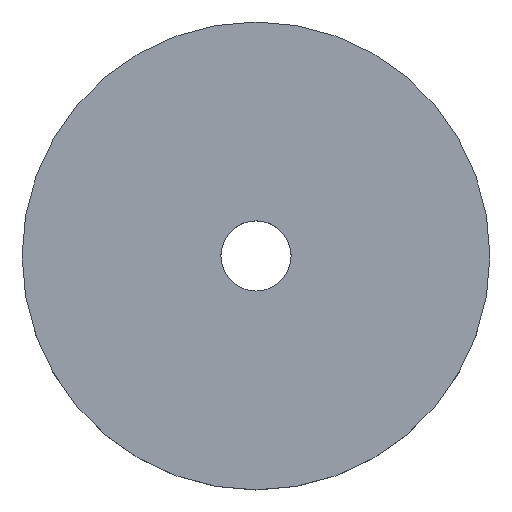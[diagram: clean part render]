
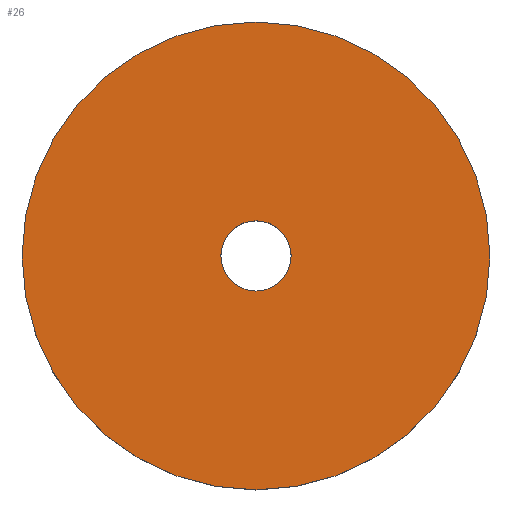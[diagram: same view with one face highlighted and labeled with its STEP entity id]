
A CAD part, top view. The second image highlights one B-rep face of the part: STEP entity #26.
In plain terms, the highlighted planar face has unit normal (0, 0, 1).
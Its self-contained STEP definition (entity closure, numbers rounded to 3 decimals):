
#11 = ORIENTED_EDGE ( 'NONE', *, *, #85, .T. ) ;
#20 = DIRECTION ( 'NONE',  ( 1., 0., 0. ) ) ;
#25 = DIRECTION ( 'NONE',  ( 1., 0., 0. ) ) ;
#26 = ADVANCED_FACE ( 'NONE', ( #54, #113 ), #146, .T. ) ;
#27 = CIRCLE ( 'NONE', #240, 50. ) ;
#37 = DIRECTION ( 'NONE',  ( 0., 0., 1. ) ) ;
#38 = AXIS2_PLACEMENT_3D ( 'NONE', #168, #37, #69 ) ;
#41 = CARTESIAN_POINT ( 'NONE',  ( -25., -10., 0. ) ) ;
#46 = ORIENTED_EDGE ( 'NONE', *, *, #204, .F. ) ;
#47 = AXIS2_PLACEMENT_3D ( 'NONE', #136, #202, #25 ) ;
#54 = FACE_BOUND ( 'NONE', #121, .T. ) ;
#57 = EDGE_CURVE ( 'NONE', #73, #170, #104, .T. ) ;
#60 = CARTESIAN_POINT ( 'NONE',  ( -75., -10., 0. ) ) ;
#69 = DIRECTION ( 'NONE',  ( 1., 0., 0. ) ) ;
#73 = VERTEX_POINT ( 'NONE', #198 ) ;
#78 = DIRECTION ( 'NONE',  ( 1., 0., 0. ) ) ;
#85 = EDGE_CURVE ( 'NONE', #170, #73, #27, .T. ) ;
#86 = CIRCLE ( 'NONE', #47, 7.5 ) ;
#104 = CIRCLE ( 'NONE', #176, 50. ) ;
#106 = ORIENTED_EDGE ( 'NONE', *, *, #141, .F. ) ;
#113 = FACE_OUTER_BOUND ( 'NONE', #127, .T. ) ;
#121 = EDGE_LOOP ( 'NONE', ( #106, #46 ) ) ;
#127 = EDGE_LOOP ( 'NONE', ( #238, #11 ) ) ;
#133 = AXIS2_PLACEMENT_3D ( 'NONE', #41, #178, #78 ) ;
#136 = CARTESIAN_POINT ( 'NONE',  ( -25., -10., 0. ) ) ;
#141 = EDGE_CURVE ( 'NONE', #144, #215, #86, .T. ) ;
#144 = VERTEX_POINT ( 'NONE', #223 ) ;
#146 = PLANE ( 'NONE',  #38 ) ;
#152 = CARTESIAN_POINT ( 'NONE',  ( -25., -10., 0. ) ) ;
#155 = CARTESIAN_POINT ( 'NONE',  ( -32.5, -10., 0. ) ) ;
#168 = CARTESIAN_POINT ( 'NONE',  ( -25., -10., 0. ) ) ;
#170 = VERTEX_POINT ( 'NONE', #60 ) ;
#176 = AXIS2_PLACEMENT_3D ( 'NONE', #241, #235, #243 ) ;
#178 = DIRECTION ( 'NONE',  ( 0., 0., 1. ) ) ;
#198 = CARTESIAN_POINT ( 'NONE',  ( 25., -10., 0. ) ) ;
#202 = DIRECTION ( 'NONE',  ( 0., 0., 1. ) ) ;
#204 = EDGE_CURVE ( 'NONE', #215, #144, #209, .T. ) ;
#209 = CIRCLE ( 'NONE', #133, 7.5 ) ;
#215 = VERTEX_POINT ( 'NONE', #155 ) ;
#223 = CARTESIAN_POINT ( 'NONE',  ( -17.5, -10., 0. ) ) ;
#233 = DIRECTION ( 'NONE',  ( 0., 0., 1. ) ) ;
#235 = DIRECTION ( 'NONE',  ( 0., 0., 1. ) ) ;
#238 = ORIENTED_EDGE ( 'NONE', *, *, #57, .T. ) ;
#240 = AXIS2_PLACEMENT_3D ( 'NONE', #152, #233, #20 ) ;
#241 = CARTESIAN_POINT ( 'NONE',  ( -25., -10., 0. ) ) ;
#243 = DIRECTION ( 'NONE',  ( 1., 0., 0. ) ) ;
